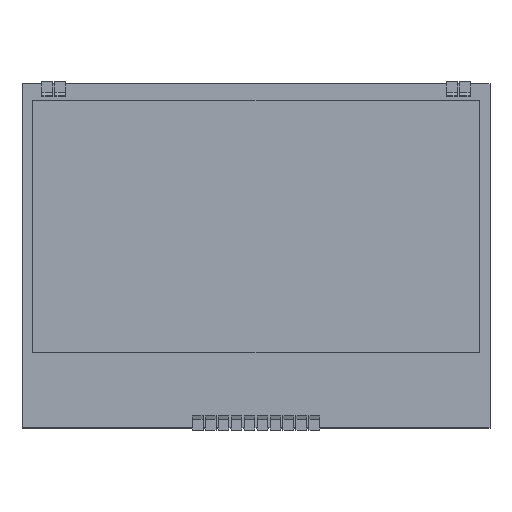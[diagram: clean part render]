
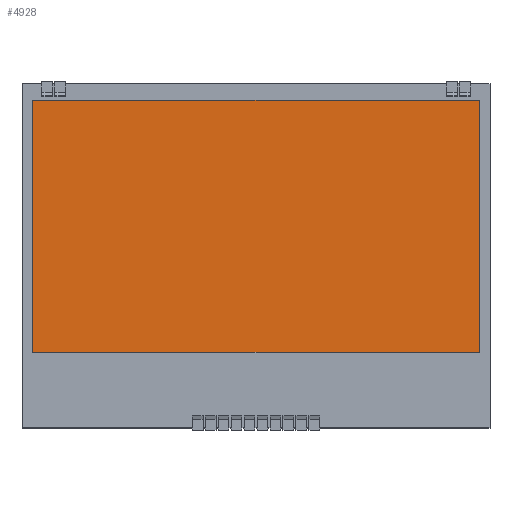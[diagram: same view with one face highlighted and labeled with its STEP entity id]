
A CAD part, top view. The second image highlights one B-rep face of the part: STEP entity #4928.
In plain terms, the highlighted planar face has unit normal (0, 0, 1).
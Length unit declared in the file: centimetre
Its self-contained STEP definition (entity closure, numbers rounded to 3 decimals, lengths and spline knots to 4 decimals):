
#755=VERTEX_POINT('',#7371);
#756=VERTEX_POINT('',#7372);
#757=VERTEX_POINT('',#7377);
#758=VERTEX_POINT('',#7381);
#1411=VECTOR('',#6021,1.);
#1414=VECTOR('',#6025,1.);
#1416=VECTOR('',#6028,1.);
#1418=VECTOR('',#6031,1.);
#2075=LINE('',#7370,#1411);
#2078=LINE('',#7376,#1414);
#2080=LINE('',#7380,#1416);
#2082=LINE('',#7384,#1418);
#2780=EDGE_CURVE('',#755,#756,#2075,.T.);
#2783=EDGE_CURVE('',#756,#757,#2078,.T.);
#2785=EDGE_CURVE('',#757,#758,#2080,.T.);
#2787=EDGE_CURVE('',#758,#755,#2082,.T.);
#4158=ORIENTED_EDGE('',*,*,#2780,.F.);
#4159=ORIENTED_EDGE('',*,*,#2787,.F.);
#4160=ORIENTED_EDGE('',*,*,#2785,.F.);
#4161=ORIENTED_EDGE('',*,*,#2783,.F.);
#4449=EDGE_LOOP('',(#4158,#4159,#4160,#4161));
#4689=FACE_BOUND('',#4449,.T.);
#4928=ADVANCED_FACE('',(#4689),#7627,.T.);
#5155=AXIS2_PLACEMENT_3D('',#7385,#6032,$);
#6021=DIRECTION('',(1.,0.,0.));
#6025=DIRECTION('',(0.,-1.,0.));
#6028=DIRECTION('',(-1.,0.,0.));
#6031=DIRECTION('',(0.,1.,0.));
#6032=DIRECTION('',(0.,0.,1.));
#7370=CARTESIAN_POINT('',(3.1,1.75,0.26));
#7371=CARTESIAN_POINT('',(-3.1,1.75,0.26));
#7372=CARTESIAN_POINT('',(3.1,1.75,0.26));
#7376=CARTESIAN_POINT('',(3.1,-1.75,0.26));
#7377=CARTESIAN_POINT('',(3.1,-1.75,0.26));
#7380=CARTESIAN_POINT('',(-3.1,-1.75,0.26));
#7381=CARTESIAN_POINT('',(-3.1,-1.75,0.26));
#7384=CARTESIAN_POINT('',(-3.1,1.75,0.26));
#7385=CARTESIAN_POINT('',(0.,0.,0.26));
#7627=PLANE('',#5155);
